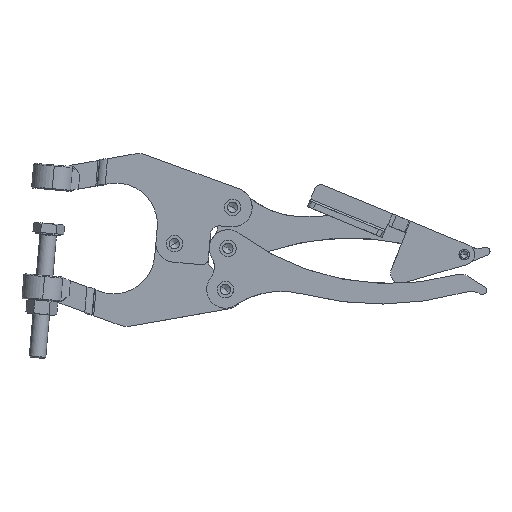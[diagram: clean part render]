
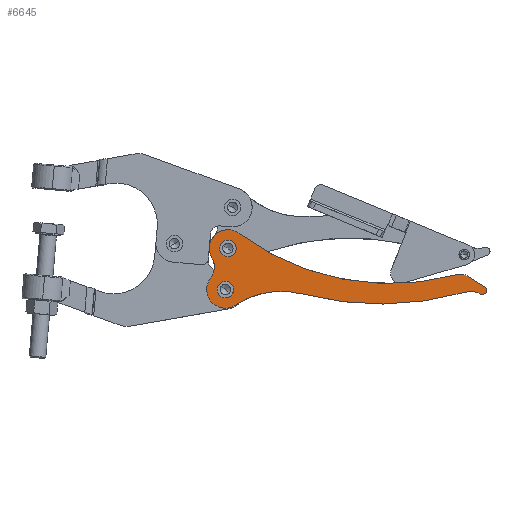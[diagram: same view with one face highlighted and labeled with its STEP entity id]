
A CAD part, top view. The second image highlights one B-rep face of the part: STEP entity #6645.
In plain terms, the highlighted planar face has unit normal (0, 0, 1).
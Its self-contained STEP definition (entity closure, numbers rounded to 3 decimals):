
#1240=CARTESIAN_POINT('',(-23.636,20.918,17.296));
#1241=VERTEX_POINT('',#1240);
#1250=CARTESIAN_POINT('',(-28.469,14.544,17.296));
#1251=VERTEX_POINT('',#1250);
#1252=CARTESIAN_POINT('',(-26.053,17.731,17.296));
#1253=DIRECTION('',(0.,0.,-1.0));
#1254=DIRECTION('',(0.983,-0.184,0.));
#1255=AXIS2_PLACEMENT_3D('',#1252,#1253,#1254);
#1256=CIRCLE('',#1255,4.);
#1257=EDGE_CURVE('',#1251,#1241,#1256,.T.);
#1765=CARTESIAN_POINT('',(-29.976,-5.21,17.296));
#1766=VERTEX_POINT('',#1765);
#1775=CARTESIAN_POINT('',(-23.369,-2.974,17.296));
#1776=VERTEX_POINT('',#1775);
#1777=CARTESIAN_POINT('',(-27.301,-2.236,17.296));
#1778=DIRECTION('',(0.,0.,-1.0));
#1779=DIRECTION('',(0.983,-0.184,0.));
#1780=AXIS2_PLACEMENT_3D('',#1777,#1778,#1779);
#1781=CIRCLE('',#1780,4.);
#1782=EDGE_CURVE('',#1776,#1766,#1781,.T.);
#1784=CARTESIAN_POINT('',(-24.626,0.738,17.296));
#1785=VERTEX_POINT('',#1784);
#1786=CARTESIAN_POINT('',(-27.301,-2.236,17.296));
#1787=DIRECTION('',(0.,0.,-1.0));
#1788=DIRECTION('',(0.983,-0.184,0.));
#1789=AXIS2_PLACEMENT_3D('',#1786,#1787,#1788);
#1790=CIRCLE('',#1789,4.);
#1791=EDGE_CURVE('',#1785,#1776,#1790,.T.);
#3270=CARTESIAN_POINT('',(-35.018,18.517,17.296));
#3271=VERTEX_POINT('',#3270);
#6512=CARTESIAN_POINT('',(25.347,1.871,17.296));
#6513=DIRECTION('',(0.0,0.0,1.0));
#6514=DIRECTION('',(0.996,-0.087,0.0));
#6515=AXIS2_PLACEMENT_3D('',#6512,#6513,#6514);
#6516=PLANE('',#6515);
#6517=CARTESIAN_POINT('',(98.343,-0.949,17.296));
#6518=VERTEX_POINT('',#6517);
#6519=CARTESIAN_POINT('',(96.327,-4.401,17.296));
#6520=VERTEX_POINT('',#6519);
#6521=CARTESIAN_POINT('',(97.276,-2.641,17.296));
#6522=DIRECTION('',(0.,0.,-1.));
#6523=DIRECTION('',(0.475,0.88,0.));
#6524=AXIS2_PLACEMENT_3D('',#6521,#6522,#6523);
#6525=CIRCLE('',#6524,2.);
#6526=EDGE_CURVE('',#6518,#6520,#6525,.T.);
#6527=ORIENTED_EDGE('',*,*,#6526,.F.);
#6528=CARTESIAN_POINT('',(89.887,4.387,17.296));
#6529=VERTEX_POINT('',#6528);
#6530=CARTESIAN_POINT('',(89.887,4.387,17.296));
#6531=DIRECTION('',(0.846,-0.534,0.));
#6532=VECTOR('',#6531,10.);
#6533=LINE('',#6530,#6532);
#6534=EDGE_CURVE('',#6529,#6518,#6533,.T.);
#6535=ORIENTED_EDGE('',*,*,#6534,.F.);
#6536=CARTESIAN_POINT('',(85.078,5.094,17.296));
#6537=VERTEX_POINT('',#6536);
#6538=CARTESIAN_POINT('',(86.684,-0.687,17.296));
#6539=DIRECTION('',(0.,0.,-1.));
#6540=DIRECTION('',(-0.534,-0.846,0.));
#6541=AXIS2_PLACEMENT_3D('',#6538,#6539,#6540);
#6542=CIRCLE('',#6541,6.);
#6543=EDGE_CURVE('',#6537,#6529,#6542,.T.);
#6544=ORIENTED_EDGE('',*,*,#6543,.F.);
#6545=CARTESIAN_POINT('',(-20.662,24.938,17.296));
#6546=VERTEX_POINT('',#6545);
#6547=CARTESIAN_POINT('',(52.405,122.638,17.296));
#6548=DIRECTION('',(0.,0.,1.0));
#6549=DIRECTION('',(-0.599,-0.801,0.));
#6550=AXIS2_PLACEMENT_3D('',#6547,#6548,#6549);
#6551=CIRCLE('',#6550,122.);
#6552=EDGE_CURVE('',#6546,#6537,#6551,.T.);
#6553=ORIENTED_EDGE('',*,*,#6552,.F.);
#6554=CARTESIAN_POINT('',(-26.053,17.731,17.296));
#6555=DIRECTION('',(0.,0.,-1.));
#6556=DIRECTION('',(-0.599,-0.801,0.));
#6557=AXIS2_PLACEMENT_3D('',#6554,#6555,#6556);
#6558=CIRCLE('',#6557,9.0);
#6559=EDGE_CURVE('',#3271,#6546,#6558,.T.);
#6560=ORIENTED_EDGE('',*,*,#6559,.F.);
#6561=CARTESIAN_POINT('',(-33.832,13.206,17.296));
#6562=VERTEX_POINT('',#6561);
#6563=CARTESIAN_POINT('',(-26.053,17.731,17.296));
#6564=DIRECTION('',(0.,0.,-1.));
#6565=DIRECTION('',(-0.599,-0.801,0.));
#6566=AXIS2_PLACEMENT_3D('',#6563,#6564,#6565);
#6567=CIRCLE('',#6566,9.0);
#6568=EDGE_CURVE('',#6562,#3271,#6567,.T.);
#6569=ORIENTED_EDGE('',*,*,#6568,.F.);
#6570=CARTESIAN_POINT('',(-34.456,3.222,17.296));
#6571=VERTEX_POINT('',#6570);
#6572=CARTESIAN_POINT('',(-41.612,8.681,17.296));
#6573=DIRECTION('',(0.,0.,1.));
#6574=DIRECTION('',(0.795,-0.607,0.));
#6575=AXIS2_PLACEMENT_3D('',#6572,#6573,#6574);
#6576=CIRCLE('',#6575,9.0);
#6577=EDGE_CURVE('',#6571,#6562,#6576,.T.);
#6578=ORIENTED_EDGE('',*,*,#6577,.F.);
#6579=CARTESIAN_POINT('',(-22.322,-9.734,17.296));
#6580=VERTEX_POINT('',#6579);
#6581=CARTESIAN_POINT('',(-27.301,-2.236,17.296));
#6582=DIRECTION('',(0.,0.,-1.0));
#6583=DIRECTION('',(0.795,-0.607,0.));
#6584=AXIS2_PLACEMENT_3D('',#6581,#6582,#6583);
#6585=CIRCLE('',#6584,9.);
#6586=EDGE_CURVE('',#6580,#6571,#6585,.T.);
#6587=ORIENTED_EDGE('',*,*,#6586,.F.);
#6588=CARTESIAN_POINT('',(9.946,-4.362,17.296));
#6589=VERTEX_POINT('',#6588);
#6590=CARTESIAN_POINT('',(-0.194,-43.056,17.296));
#6591=DIRECTION('',(0.,0.,1.));
#6592=DIRECTION('',(0.253,0.967,0.));
#6593=AXIS2_PLACEMENT_3D('',#6590,#6591,#6592);
#6594=CIRCLE('',#6593,40.);
#6595=EDGE_CURVE('',#6589,#6580,#6594,.T.);
#6596=ORIENTED_EDGE('',*,*,#6595,.F.);
#6597=CARTESIAN_POINT('',(88.854,-3.581,17.296));
#6598=VERTEX_POINT('',#6597);
#6599=CARTESIAN_POINT('',(47.968,140.739,17.296));
#6600=DIRECTION('',(0.,0.,-1.0));
#6601=DIRECTION('',(0.253,0.967,0.));
#6602=AXIS2_PLACEMENT_3D('',#6599,#6600,#6601);
#6603=CIRCLE('',#6602,150.0);
#6604=EDGE_CURVE('',#6598,#6589,#6603,.T.);
#6605=ORIENTED_EDGE('',*,*,#6604,.F.);
#6606=CARTESIAN_POINT('',(91.58,-13.203,17.296));
#6607=DIRECTION('',(0.,0.,1.));
#6608=DIRECTION('',(0.475,0.88,0.));
#6609=AXIS2_PLACEMENT_3D('',#6606,#6607,#6608);
#6610=CIRCLE('',#6609,10.0);
#6611=EDGE_CURVE('',#6520,#6598,#6610,.T.);
#6612=ORIENTED_EDGE('',*,*,#6611,.F.);
#6613=EDGE_LOOP('',(#6527,#6535,#6544,#6553,#6560,#6569,#6578,#6587,#6596,#6605,#6612));
#6614=FACE_OUTER_BOUND('',#6613,.T.);
#6615=CARTESIAN_POINT('',(-22.121,16.993,17.296));
#6616=VERTEX_POINT('',#6615);
#6617=CARTESIAN_POINT('',(-26.053,17.731,17.296));
#6618=DIRECTION('',(0.,0.,-1.0));
#6619=DIRECTION('',(0.983,-0.184,0.));
#6620=AXIS2_PLACEMENT_3D('',#6617,#6618,#6619);
#6621=CIRCLE('',#6620,4.);
#6622=EDGE_CURVE('',#6616,#1251,#6621,.T.);
#6623=ORIENTED_EDGE('',*,*,#6622,.T.);
#6624=ORIENTED_EDGE('',*,*,#1257,.T.);
#6625=CARTESIAN_POINT('',(-26.053,17.731,17.296));
#6626=DIRECTION('',(0.,0.,-1.0));
#6627=DIRECTION('',(0.983,-0.184,0.));
#6628=AXIS2_PLACEMENT_3D('',#6625,#6626,#6627);
#6629=CIRCLE('',#6628,4.);
#6630=EDGE_CURVE('',#1241,#6616,#6629,.T.);
#6631=ORIENTED_EDGE('',*,*,#6630,.T.);
#6632=EDGE_LOOP('',(#6623,#6624,#6631));
#6633=FACE_BOUND('',#6632,.T.);
#6634=ORIENTED_EDGE('',*,*,#1782,.T.);
#6635=CARTESIAN_POINT('',(-27.301,-2.236,17.296));
#6636=DIRECTION('',(0.,0.,-1.0));
#6637=DIRECTION('',(0.983,-0.184,0.));
#6638=AXIS2_PLACEMENT_3D('',#6635,#6636,#6637);
#6639=CIRCLE('',#6638,4.);
#6640=EDGE_CURVE('',#1766,#1785,#6639,.T.);
#6641=ORIENTED_EDGE('',*,*,#6640,.T.);
#6642=ORIENTED_EDGE('',*,*,#1791,.T.);
#6643=EDGE_LOOP('',(#6634,#6641,#6642));
#6644=FACE_BOUND('',#6643,.T.);
#6645=ADVANCED_FACE('',(#6614,#6633,#6644),#6516,.T.);
